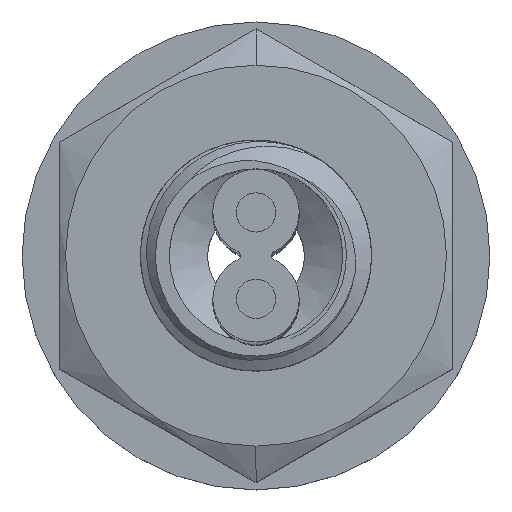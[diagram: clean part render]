
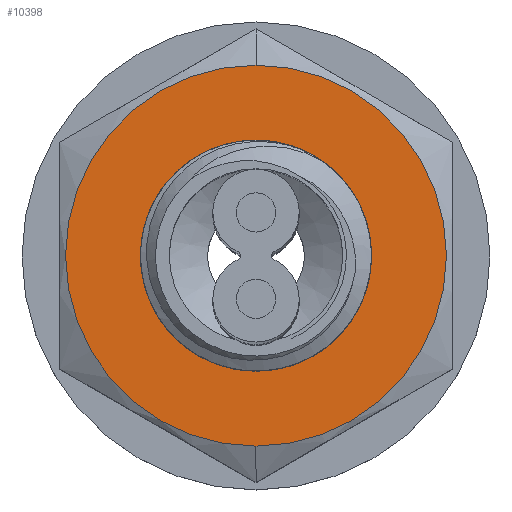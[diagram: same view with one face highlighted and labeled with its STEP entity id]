
A CAD part, top view. The second image highlights one B-rep face of the part: STEP entity #10398.
In plain terms, the highlighted face is planar.
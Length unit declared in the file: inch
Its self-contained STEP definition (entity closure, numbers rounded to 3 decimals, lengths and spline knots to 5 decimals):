
#9649=CARTESIAN_POINT('',(0.,0.13696,0.));
#9650=DIRECTION('',(0.,1.,0.));
#9651=DIRECTION('',(0.,0.,1.));
#9652=AXIS2_PLACEMENT_3D('',#9649,#9650,#9651);
#9662=CARTESIAN_POINT('',(0.,0.13696,0.));
#9663=DIRECTION('',(0.,1.,0.));
#9664=DIRECTION('',(0.,0.,-1.));
#9665=AXIS2_PLACEMENT_3D('',#9662,#9663,#9664);
#10260=CARTESIAN_POINT('',(0.,0.13696,0.));
#10261=DIRECTION('',(0.,-1.,0.));
#10262=DIRECTION('',(0.,0.,1.));
#10263=AXIS2_PLACEMENT_3D('',#10260,#10261,#10262);
#10269=CARTESIAN_POINT('',(0.,0.13696,0.));
#10270=DIRECTION('',(0.,-1.,0.));
#10271=DIRECTION('',(0.,0.,-1.));
#10272=AXIS2_PLACEMENT_3D('',#10269,#10270,#10271);
#10283=CARTESIAN_POINT('',(0.,0.13696,0.19093));
#10284=CARTESIAN_POINT('',(0.,0.13696,-0.19093));
#10285=VERTEX_POINT('',#10283);
#10286=VERTEX_POINT('',#10284);
#10315=CARTESIAN_POINT('',(0.,0.13696,-0.10462));
#10316=VERTEX_POINT('',#10315);
#10341=CARTESIAN_POINT('',(0.,0.13696,0.10462));
#10342=VERTEX_POINT('',#10341);
#10382=CARTESIAN_POINT('',(0.09843,0.13696,0.));
#10383=DIRECTION('',(0.,1.,0.));
#10384=DIRECTION('',(0.,0.,1.));
#10385=AXIS2_PLACEMENT_3D('',#10382,#10383,#10384);
#10386=PLANE('',#10385);
#10387=ORIENTED_EDGE('',*,*,#10367,.F.);
#10389=ORIENTED_EDGE('',*,*,#10388,.F.);
#10390=EDGE_LOOP('',(#10387,#10389));
#10391=FACE_OUTER_BOUND('',#10390,.F.);
#10393=ORIENTED_EDGE('',*,*,#10392,.F.);
#10395=ORIENTED_EDGE('',*,*,#10394,.F.);
#10396=EDGE_LOOP('',(#10393,#10395));
#10397=FACE_BOUND('',#10396,.F.);
#10398=ADVANCED_FACE('',(#10391,#10397),#10386,.T.);
#9653=CIRCLE('',#9652,0.19093);
#9666=CIRCLE('',#9665,0.19093);
#10264=CIRCLE('',#10263,0.10462);
#10273=CIRCLE('',#10272,0.10462);
#10367=EDGE_CURVE('',#10285,#10286,#9653,.T.);
#10388=EDGE_CURVE('',#10286,#10285,#9666,.T.);
#10392=EDGE_CURVE('',#10316,#10342,#10273,.T.);
#10394=EDGE_CURVE('',#10342,#10316,#10264,.T.);
